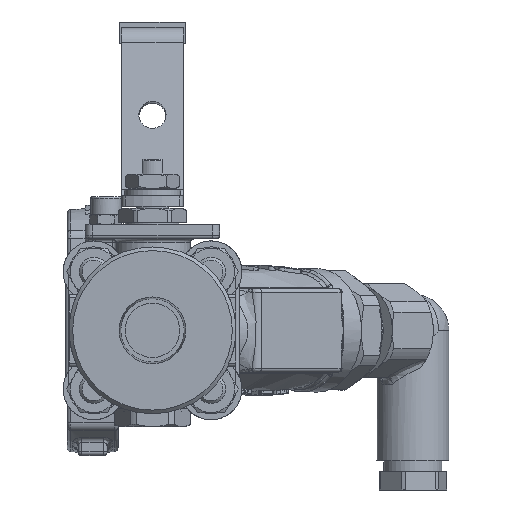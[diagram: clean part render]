
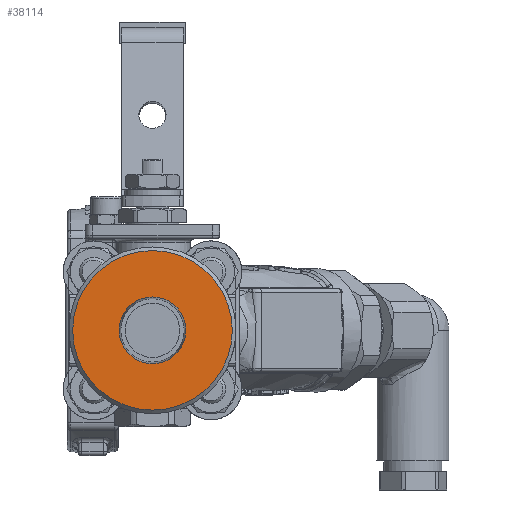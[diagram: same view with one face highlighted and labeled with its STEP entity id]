
A CAD part, left-side view. The second image highlights one B-rep face of the part: STEP entity #38114.
In plain terms, the highlighted planar face has unit normal (-1, 0, 0).
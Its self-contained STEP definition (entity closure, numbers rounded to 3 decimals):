
#3811=FACE_BOUND('',#8237,.T.);
#4359=PLANE('',#41441);
#5763=FACE_OUTER_BOUND('',#8236,.T.);
#8236=EDGE_LOOP('',(#29591));
#8237=EDGE_LOOP('',(#29592));
#14177=CIRCLE('',#41337,22.);
#14237=CIRCLE('',#41442,9.203);
#16917=VERTEX_POINT('',#63565);
#16977=VERTEX_POINT('',#64633);
#21319=EDGE_CURVE('',#16917,#16917,#14177,.T.);
#21446=EDGE_CURVE('',#16977,#16977,#14237,.T.);
#29591=ORIENTED_EDGE('',*,*,#21319,.F.);
#29592=ORIENTED_EDGE('',*,*,#21446,.T.);
#38114=ADVANCED_FACE('',(#5763,#3811),#4359,.T.);
#41337=AXIS2_PLACEMENT_3D('',#63566,#48313,#48314);
#41441=AXIS2_PLACEMENT_3D('',#64632,#48553,#48554);
#41442=AXIS2_PLACEMENT_3D('',#64634,#48555,#48556);
#48313=DIRECTION('center_axis',(1.,0.,0.));
#48314=DIRECTION('ref_axis',(0.,1.,0.));
#48553=DIRECTION('center_axis',(-1.,0.,0.));
#48554=DIRECTION('ref_axis',(0.,-1.,0.));
#48555=DIRECTION('center_axis',(1.,0.,0.));
#48556=DIRECTION('ref_axis',(0.,-1.,0.));
#63565=CARTESIAN_POINT('',(-250.036,-3.167,-1.517));
#63566=CARTESIAN_POINT('Origin',(-250.036,18.833,-1.517));
#64632=CARTESIAN_POINT('Origin',(-250.036,18.833,-1.517));
#64633=CARTESIAN_POINT('',(-250.036,28.036,-1.517));
#64634=CARTESIAN_POINT('Origin',(-250.036,18.833,-1.517));
